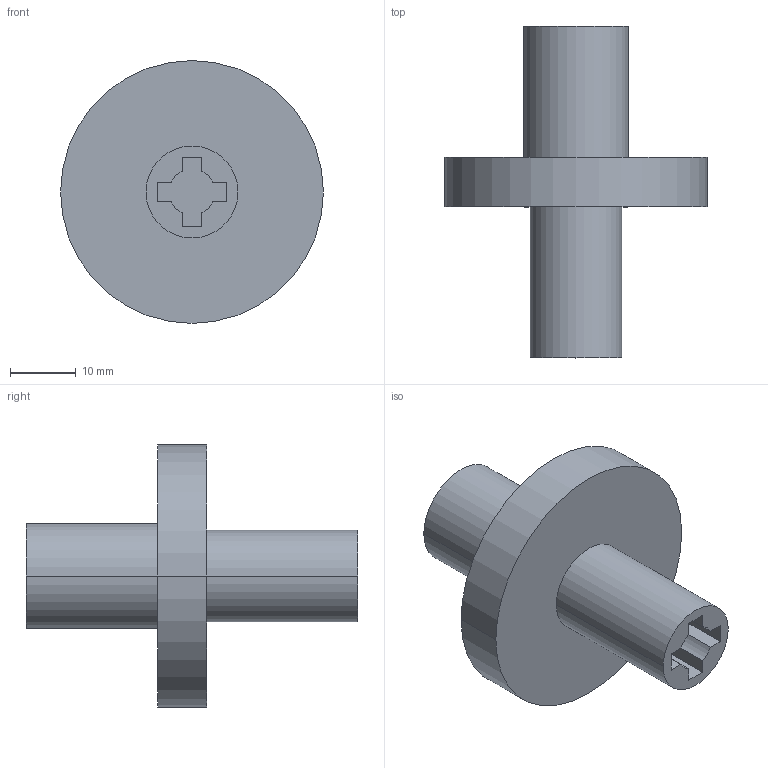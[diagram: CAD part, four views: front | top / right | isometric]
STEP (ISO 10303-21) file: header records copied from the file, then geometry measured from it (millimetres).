
FILE_DESCRIPTION (( 'STEP AP214' ), '1' );
FILE_NAME ('chopper motor adapter.STEP', '2021-03-29T03:46:42', ( '' ), ( '' ), 'SwSTEP 2.0', 'SolidWorks 2021', '' );
FILE_SCHEMA (( 'AUTOMOTIVE_DESIGN' ));
Length unit declared in the file: millimetre
Products named in the file (1): chopper motor adapter
Bounding box: 40 x 50.5 x 40 mm (x, y, z)
Volume: 14423 mm3; surface area: 7037.2 mm2
Topology: 1 solids, 1 shells, 35 faces, 84 edges, 56 vertices
Faces by surface type: plane 23, cylinder 12
Entity records: 1056 total; most frequent: DIRECTION 180, CARTESIAN_POINT 176, ORIENTED_EDGE 168, EDGE_CURVE 84, VECTOR 60, LINE 60, AXIS2_PLACEMENT_3D 60, VERTEX_POINT 56
